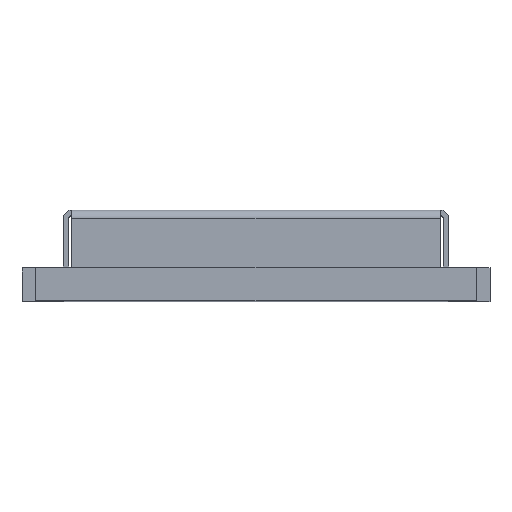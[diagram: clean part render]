
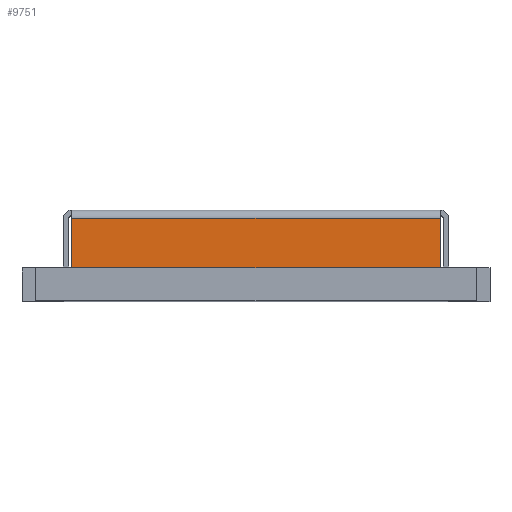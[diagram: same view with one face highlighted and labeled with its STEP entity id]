
A CAD part, top view. The second image highlights one B-rep face of the part: STEP entity #9751.
In plain terms, the highlighted planar face has unit normal (0, 0, 1).
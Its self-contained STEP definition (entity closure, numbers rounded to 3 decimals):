
#46 = DIRECTION ( 'NONE',  ( 0., 1., 0. ) ) ;
#229 = FACE_OUTER_BOUND ( 'NONE', #3850, .T. ) ;
#596 = LINE ( 'NONE', #7464, #4639 ) ;
#598 = VECTOR ( 'NONE', #5607, 1000. ) ;
#862 = ORIENTED_EDGE ( 'NONE', *, *, #7698, .T. ) ;
#1353 = CARTESIAN_POINT ( 'NONE',  ( 6.69, 1.2, 7.5 ) ) ;
#1484 = DIRECTION ( 'NONE',  ( 0., -1., 0. ) ) ;
#1675 = LINE ( 'NONE', #7079, #3927 ) ;
#1706 = LINE ( 'NONE', #3266, #7475 ) ;
#2183 = VERTEX_POINT ( 'NONE', #1353 ) ;
#3038 = LINE ( 'NONE', #6437, #598 ) ;
#3266 = CARTESIAN_POINT ( 'NONE',  ( -6.69, 3.3, 7.5 ) ) ;
#3513 = ORIENTED_EDGE ( 'NONE', *, *, #7365, .T. ) ;
#3596 = CARTESIAN_POINT ( 'NONE',  ( -6.69, 3., 7.5 ) ) ;
#3640 = CARTESIAN_POINT ( 'NONE',  ( 7., 3.3, 7.5 ) ) ;
#3850 = EDGE_LOOP ( 'NONE', ( #6202, #3513, #862, #7871 ) ) ;
#3927 = VECTOR ( 'NONE', #46, 1000. ) ;
#3988 = VERTEX_POINT ( 'NONE', #3596 ) ;
#4141 = VERTEX_POINT ( 'NONE', #9720 ) ;
#4194 = EDGE_CURVE ( 'NONE', #4913, #2183, #3038, .T. ) ;
#4639 = VECTOR ( 'NONE', #10124, 1000. ) ;
#4913 = VERTEX_POINT ( 'NONE', #7738 ) ;
#5607 = DIRECTION ( 'NONE',  ( 1., 0., 0. ) ) ;
#6202 = ORIENTED_EDGE ( 'NONE', *, *, #4194, .T. ) ;
#6437 = CARTESIAN_POINT ( 'NONE',  ( 7., 1.2, 7.5 ) ) ;
#7079 = CARTESIAN_POINT ( 'NONE',  ( 6.69, 3.3, 7.5 ) ) ;
#7365 = EDGE_CURVE ( 'NONE', #2183, #4141, #1675, .T. ) ;
#7464 = CARTESIAN_POINT ( 'NONE',  ( 7., 3., 7.5 ) ) ;
#7475 = VECTOR ( 'NONE', #1484, 1000. ) ;
#7657 = DIRECTION ( 'NONE',  ( 0., 0., -1. ) ) ;
#7698 = EDGE_CURVE ( 'NONE', #4141, #3988, #596, .T. ) ;
#7738 = CARTESIAN_POINT ( 'NONE',  ( -6.69, 1.2, 7.5 ) ) ;
#7871 = ORIENTED_EDGE ( 'NONE', *, *, #10402, .T. ) ;
#9368 = PLANE ( 'NONE',  #10115 ) ;
#9477 = DIRECTION ( 'NONE',  ( -1., 0., 0. ) ) ;
#9720 = CARTESIAN_POINT ( 'NONE',  ( 6.69, 3., 7.5 ) ) ;
#9751 = ADVANCED_FACE ( 'NONE', ( #229 ), #9368, .F. ) ;
#10115 = AXIS2_PLACEMENT_3D ( 'NONE', #3640, #7657, #9477 ) ;
#10124 = DIRECTION ( 'NONE',  ( -1., 0., 0. ) ) ;
#10402 = EDGE_CURVE ( 'NONE', #3988, #4913, #1706, .T. ) ;
